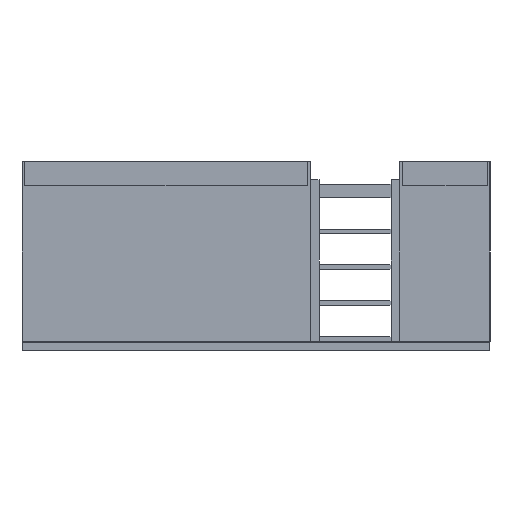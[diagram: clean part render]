
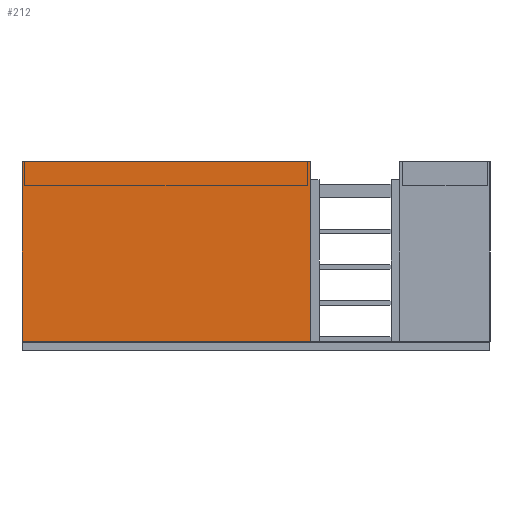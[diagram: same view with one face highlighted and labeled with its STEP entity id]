
A CAD part, left-side view. The second image highlights one B-rep face of the part: STEP entity #212.
In plain terms, the highlighted planar face has unit normal (-1, 0, 0).
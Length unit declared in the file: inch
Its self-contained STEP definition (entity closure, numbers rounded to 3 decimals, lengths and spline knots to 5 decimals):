
#212=ADVANCED_FACE('',(#956),#10703,.T.);
#956=FACE_OUTER_BOUND('',#1708,.T.);
#1708=EDGE_LOOP('',(#2822,#2823,#2824,#2825));
#2822=ORIENTED_EDGE('',*,*,#6175,.T.);
#2823=ORIENTED_EDGE('',*,*,#6180,.T.);
#2824=ORIENTED_EDGE('',*,*,#6179,.F.);
#2825=ORIENTED_EDGE('',*,*,#6183,.F.);
#6175=EDGE_CURVE('',#9665,#9662,#7952,.T.);
#6179=EDGE_CURVE('',#9669,#9666,#7956,.T.);
#6180=EDGE_CURVE('',#9662,#9666,#7957,.T.);
#6183=EDGE_CURVE('',#9665,#9669,#7960,.T.);
#7952=B_SPLINE_CURVE_WITH_KNOTS('',1,(#13574,#13575),.UNSPECIFIED.,.F.,
 .F.,(2,2),(0.,1.),.UNSPECIFIED.);
#7956=B_SPLINE_CURVE_WITH_KNOTS('',1,(#13582,#13583),.UNSPECIFIED.,.F.,
 .F.,(2,2),(0.,1.),.UNSPECIFIED.);
#7957=B_SPLINE_CURVE_WITH_KNOTS('',1,(#13584,#13585),.UNSPECIFIED.,.F.,
 .F.,(2,2),(0.,0.625),.UNSPECIFIED.);
#7960=B_SPLINE_CURVE_WITH_KNOTS('',1,(#13590,#13591),.UNSPECIFIED.,.F.,
 .F.,(2,2),(0.,0.625),.UNSPECIFIED.);
#9662=VERTEX_POINT('',#13552);
#9665=VERTEX_POINT('',#13555);
#9666=VERTEX_POINT('',#13556);
#9669=VERTEX_POINT('',#13559);
#10703=PLANE('',#11538);
#11538=AXIS2_PLACEMENT_3D('',#13544,#12285,$);
#12285=DIRECTION('',(-1.,0.,0.));
#13544=CARTESIAN_POINT('',(0.,0.,0.03125));
#13552=CARTESIAN_POINT('',(0.,-1.,0.03125));
#13555=CARTESIAN_POINT('',(0.,0.,0.03125));
#13556=CARTESIAN_POINT('',(0.,-1.,0.65625));
#13559=CARTESIAN_POINT('',(0.,0.,0.65625));
#13574=CARTESIAN_POINT('',(0.,0.,0.03125));
#13575=CARTESIAN_POINT('',(0.,-1.,0.03125));
#13582=CARTESIAN_POINT('',(0.,0.,0.65625));
#13583=CARTESIAN_POINT('',(0.,-1.,0.65625));
#13584=CARTESIAN_POINT('',(0.,-1.,0.03125));
#13585=CARTESIAN_POINT('',(0.,-1.,0.65625));
#13590=CARTESIAN_POINT('',(0.,0.,0.03125));
#13591=CARTESIAN_POINT('',(0.,0.,0.65625));
